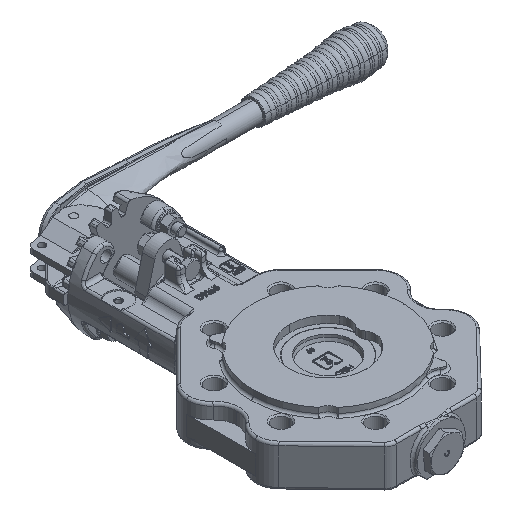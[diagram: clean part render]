
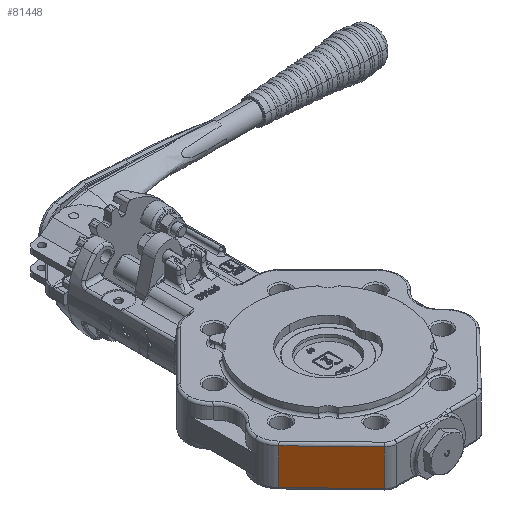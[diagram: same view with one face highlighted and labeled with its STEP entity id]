
A CAD part, isometric view. The second image highlights one B-rep face of the part: STEP entity #81448.
In plain terms, the highlighted planar face has unit normal (-0.719, -0.695, 0).
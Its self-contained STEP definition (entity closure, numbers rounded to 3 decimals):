
#2664 = ORIENTED_EDGE ( 'NONE', *, *, #82829, .T. ) ;
#13159 = VECTOR ( 'NONE', #121721, 1000. ) ;
#14371 = CARTESIAN_POINT ( 'NONE',  ( -83.308, -42.441, 18. ) ) ;
#14855 = EDGE_CURVE ( 'NONE', #70221, #137946, #74155, .T. ) ;
#19329 = CARTESIAN_POINT ( 'NONE',  ( -83.308, -42.441, -12. ) ) ;
#19595 = CARTESIAN_POINT ( 'NONE',  ( -40.331, -86.947, -12. ) ) ;
#22556 = VECTOR ( 'NONE', #109193, 1000. ) ;
#25922 = DIRECTION ( 'NONE',  ( -0.719, -0.695, 0. ) ) ;
#38701 = CARTESIAN_POINT ( 'NONE',  ( -83.308, -42.441, 18. ) ) ;
#40405 = CARTESIAN_POINT ( 'NONE',  ( -40.331, -86.947, 18. ) ) ;
#45018 = ORIENTED_EDGE ( 'NONE', *, *, #14855, .T. ) ;
#48819 = FACE_OUTER_BOUND ( 'NONE', #76805, .T. ) ;
#52973 = VERTEX_POINT ( 'NONE', #14371 ) ;
#60226 = DIRECTION ( 'NONE',  ( 0.695, -0.719, 0. ) ) ;
#62756 = CARTESIAN_POINT ( 'NONE',  ( -40.331, -86.947, -14. ) ) ;
#65270 = EDGE_CURVE ( 'NONE', #89622, #52973, #75263, .T. ) ;
#70221 = VERTEX_POINT ( 'NONE', #74199 ) ;
#72205 = DIRECTION ( 'NONE',  ( -0.695, 0.719, 0. ) ) ;
#74155 = LINE ( 'NONE', #62756, #22556 ) ;
#74199 = CARTESIAN_POINT ( 'NONE',  ( -40.331, -86.947, -12. ) ) ;
#75263 = LINE ( 'NONE', #85901, #13159 ) ;
#76805 = EDGE_LOOP ( 'NONE', ( #81012, #2664, #45018, #112287 ) ) ;
#81012 = ORIENTED_EDGE ( 'NONE', *, *, #65270, .F. ) ;
#81448 = ADVANCED_FACE ( 'NONE', ( #48819 ), #98288, .T. ) ;
#82736 = AXIS2_PLACEMENT_3D ( 'NONE', #130327, #25922, #60226 ) ;
#82829 = EDGE_CURVE ( 'NONE', #89622, #70221, #123970, .T. ) ;
#85901 = CARTESIAN_POINT ( 'NONE',  ( -83.308, -42.441, -14. ) ) ;
#87324 = EDGE_CURVE ( 'NONE', #137946, #52973, #97363, .T. ) ;
#89622 = VERTEX_POINT ( 'NONE', #19329 ) ;
#96832 = DIRECTION ( 'NONE',  ( 0.695, -0.719, 0. ) ) ;
#97363 = LINE ( 'NONE', #38701, #103276 ) ;
#98288 = PLANE ( 'NONE',  #82736 ) ;
#103276 = VECTOR ( 'NONE', #72205, 1000. ) ;
#109193 = DIRECTION ( 'NONE',  ( 0., 0., 1. ) ) ;
#112287 = ORIENTED_EDGE ( 'NONE', *, *, #87324, .T. ) ;
#114502 = VECTOR ( 'NONE', #96832, 1000. ) ;
#121721 = DIRECTION ( 'NONE',  ( 0., 0., 1. ) ) ;
#123970 = LINE ( 'NONE', #19595, #114502 ) ;
#130327 = CARTESIAN_POINT ( 'NONE',  ( -40.331, -86.947, -14. ) ) ;
#137946 = VERTEX_POINT ( 'NONE', #40405 ) ;
